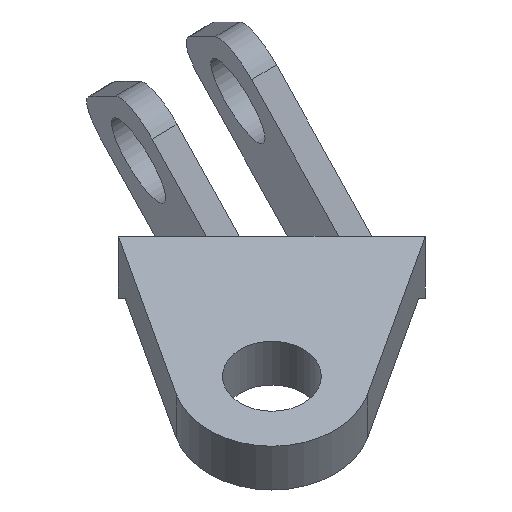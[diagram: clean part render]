
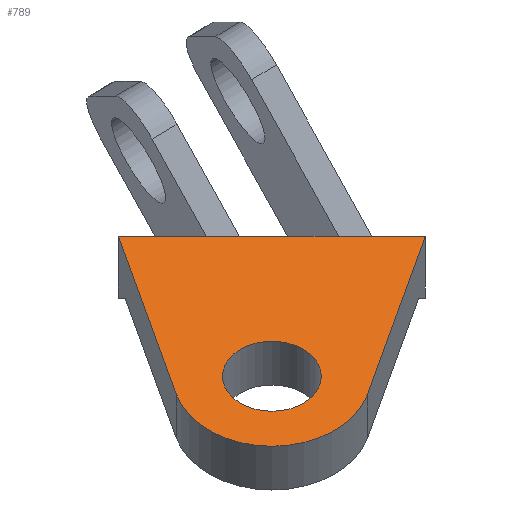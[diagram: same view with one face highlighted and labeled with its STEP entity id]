
A CAD part, left-side view. The second image highlights one B-rep face of the part: STEP entity #789.
In plain terms, the highlighted planar face has unit normal (-0.707, 0, 0.707).
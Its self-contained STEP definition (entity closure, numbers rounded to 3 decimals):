
#33 = VERTEX_POINT('',#34);
#34 = CARTESIAN_POINT('',(0.,62.,0.));
#43 = PLANE('',#44);
#44 = AXIS2_PLACEMENT_3D('',#45,#46,#47);
#45 = CARTESIAN_POINT('',(0.,62.,0.));
#46 = DIRECTION('',(0.,0.,1.));
#47 = DIRECTION('',(1.,0.,0.));
#67 = EDGE_CURVE('',#33,#68,#70,.T.);
#68 = VERTEX_POINT('',#69);
#69 = CARTESIAN_POINT('',(0.,-62.,0.));
#70 = SURFACE_CURVE('',#71,(#75,#82),.PCURVE_S1.);
#71 = LINE('',#72,#73);
#72 = CARTESIAN_POINT('',(0.,62.,0.));
#73 = VECTOR('',#74,1.);
#74 = DIRECTION('',(0.,-1.,0.));
#75 = PCURVE('',#43,#76);
#76 = DEFINITIONAL_REPRESENTATION('',(#77),#81);
#77 = LINE('',#78,#79);
#78 = CARTESIAN_POINT('',(0.,0.));
#79 = VECTOR('',#80,1.);
#80 = DIRECTION('',(0.,-1.));
#81 = ( GEOMETRIC_REPRESENTATION_CONTEXT(2) 
PARAMETRIC_REPRESENTATION_CONTEXT() REPRESENTATION_CONTEXT('2D SPACE',''
  ) );
#82 = PCURVE('',#83,#88);
#83 = PLANE('',#84);
#84 = AXIS2_PLACEMENT_3D('',#85,#86,#87);
#85 = CARTESIAN_POINT('',(0.,62.,0.));
#86 = DIRECTION('',(0.707,0.,-0.707));
#87 = DIRECTION('',(-0.707,0.,-0.707));
#88 = DEFINITIONAL_REPRESENTATION('',(#89),#93);
#89 = LINE('',#90,#91);
#90 = CARTESIAN_POINT('',(-0.,0.));
#91 = VECTOR('',#92,1.);
#92 = DIRECTION('',(-0.,-1.));
#93 = ( GEOMETRIC_REPRESENTATION_CONTEXT(2) 
PARAMETRIC_REPRESENTATION_CONTEXT() REPRESENTATION_CONTEXT('2D SPACE',''
  ) );
#728 = PLANE('',#729);
#729 = AXIS2_PLACEMENT_3D('',#730,#731,#732);
#730 = CARTESIAN_POINT('',(0.,62.,0.));
#731 = DIRECTION('',(-0.177,0.968,-0.177));
#732 = DIRECTION('',(-0.685,-0.25,-0.685));
#789 = ADVANCED_FACE('',(#790,#903),#83,.F.);
#790 = FACE_BOUND('',#791,.F.);
#791 = EDGE_LOOP('',(#792,#815,#816,#844,#877));
#792 = ORIENTED_EDGE('',*,*,#793,.F.);
#793 = EDGE_CURVE('',#33,#794,#796,.T.);
#794 = VERTEX_POINT('',#795);
#795 = CARTESIAN_POINT('',(-63.649,38.726,
    -63.649));
#796 = SURFACE_CURVE('',#797,(#801,#808),.PCURVE_S1.);
#797 = LINE('',#798,#799);
#798 = CARTESIAN_POINT('',(0.,62.,0.));
#799 = VECTOR('',#800,1.);
#800 = DIRECTION('',(-0.685,-0.25,-0.685));
#801 = PCURVE('',#83,#802);
#802 = DEFINITIONAL_REPRESENTATION('',(#803),#807);
#803 = LINE('',#804,#805);
#804 = CARTESIAN_POINT('',(0.,-0.));
#805 = VECTOR('',#806,1.);
#806 = DIRECTION('',(0.968,-0.25));
#807 = ( GEOMETRIC_REPRESENTATION_CONTEXT(2) 
PARAMETRIC_REPRESENTATION_CONTEXT() REPRESENTATION_CONTEXT('2D SPACE',''
  ) );
#808 = PCURVE('',#728,#809);
#809 = DEFINITIONAL_REPRESENTATION('',(#810),#814);
#810 = LINE('',#811,#812);
#811 = CARTESIAN_POINT('',(0.,0.));
#812 = VECTOR('',#813,1.);
#813 = DIRECTION('',(1.,0.));
#814 = ( GEOMETRIC_REPRESENTATION_CONTEXT(2) 
PARAMETRIC_REPRESENTATION_CONTEXT() REPRESENTATION_CONTEXT('2D SPACE',''
  ) );
#815 = ORIENTED_EDGE('',*,*,#67,.T.);
#816 = ORIENTED_EDGE('',*,*,#817,.T.);
#817 = EDGE_CURVE('',#68,#818,#820,.T.);
#818 = VERTEX_POINT('',#819);
#819 = CARTESIAN_POINT('',(-63.649,-38.726,
    -63.649));
#820 = SURFACE_CURVE('',#821,(#825,#832),.PCURVE_S1.);
#821 = LINE('',#822,#823);
#822 = CARTESIAN_POINT('',(0.,-62.,0.));
#823 = VECTOR('',#824,1.);
#824 = DIRECTION('',(-0.685,0.25,-0.685));
#825 = PCURVE('',#83,#826);
#826 = DEFINITIONAL_REPRESENTATION('',(#827),#831);
#827 = LINE('',#828,#829);
#828 = CARTESIAN_POINT('',(0.,-124.));
#829 = VECTOR('',#830,1.);
#830 = DIRECTION('',(0.968,0.25));
#831 = ( GEOMETRIC_REPRESENTATION_CONTEXT(2) 
PARAMETRIC_REPRESENTATION_CONTEXT() REPRESENTATION_CONTEXT('2D SPACE',''
  ) );
#832 = PCURVE('',#833,#838);
#833 = PLANE('',#834);
#834 = AXIS2_PLACEMENT_3D('',#835,#836,#837);
#835 = CARTESIAN_POINT('',(0.,-62.,0.));
#836 = DIRECTION('',(0.177,0.968,0.177));
#837 = DIRECTION('',(-0.685,0.25,-0.685));
#838 = DEFINITIONAL_REPRESENTATION('',(#839),#843);
#839 = LINE('',#840,#841);
#840 = CARTESIAN_POINT('',(0.,0.));
#841 = VECTOR('',#842,1.);
#842 = DIRECTION('',(1.,0.));
#843 = ( GEOMETRIC_REPRESENTATION_CONTEXT(2) 
PARAMETRIC_REPRESENTATION_CONTEXT() REPRESENTATION_CONTEXT('2D SPACE',''
  ) );
#844 = ORIENTED_EDGE('',*,*,#845,.F.);
#845 = EDGE_CURVE('',#846,#818,#848,.T.);
#846 = VERTEX_POINT('',#847);
#847 = CARTESIAN_POINT('',(-84.853,0.,
    -84.853));
#848 = SURFACE_CURVE('',#849,(#854,#865),.PCURVE_S1.);
#849 = CIRCLE('',#850,40.);
#850 = AXIS2_PLACEMENT_3D('',#851,#852,#853);
#851 = CARTESIAN_POINT('',(-56.569,0.,
    -56.569));
#852 = DIRECTION('',(-0.707,0.,0.707)
  );
#853 = DIRECTION('',(0.707,0.,0.707));
#854 = PCURVE('',#83,#855);
#855 = DEFINITIONAL_REPRESENTATION('',(#856),#864);
#856 = ( BOUNDED_CURVE() B_SPLINE_CURVE(2,(#857,#858,#859,#860,#861,#862
,#863),.UNSPECIFIED.,.F.,.F.) B_SPLINE_CURVE_WITH_KNOTS((1,2,2,2,2,1),(
    -2.094,0.,2.094,4.189,6.283,
8.378),.UNSPECIFIED.) CURVE() GEOMETRIC_REPRESENTATION_ITEM() 
RATIONAL_B_SPLINE_CURVE((1.,0.5,1.,0.5,1.,0.5,1.)) REPRESENTATION_ITEM(
  '') );
#857 = CARTESIAN_POINT('',(40.,-62.));
#858 = CARTESIAN_POINT('',(40.,7.282));
#859 = CARTESIAN_POINT('',(100.,-27.359));
#860 = CARTESIAN_POINT('',(160.,-62.));
#861 = CARTESIAN_POINT('',(100.,-96.641));
#862 = CARTESIAN_POINT('',(40.,-131.282));
#863 = CARTESIAN_POINT('',(40.,-62.));
#864 = ( GEOMETRIC_REPRESENTATION_CONTEXT(2) 
PARAMETRIC_REPRESENTATION_CONTEXT() REPRESENTATION_CONTEXT('2D SPACE',''
  ) );
#865 = PCURVE('',#866,#871);
#866 = CYLINDRICAL_SURFACE('',#867,40.);
#867 = AXIS2_PLACEMENT_3D('',#868,#869,#870);
#868 = CARTESIAN_POINT('',(-56.569,0.,-56.569));
#869 = DIRECTION('',(-0.707,0.,0.707));
#870 = DIRECTION('',(0.707,0.,0.707));
#871 = DEFINITIONAL_REPRESENTATION('',(#872),#876);
#872 = LINE('',#873,#874);
#873 = CARTESIAN_POINT('',(0.,0.));
#874 = VECTOR('',#875,1.);
#875 = DIRECTION('',(1.,0.));
#876 = ( GEOMETRIC_REPRESENTATION_CONTEXT(2) 
PARAMETRIC_REPRESENTATION_CONTEXT() REPRESENTATION_CONTEXT('2D SPACE',''
  ) );
#877 = ORIENTED_EDGE('',*,*,#878,.F.);
#878 = EDGE_CURVE('',#794,#846,#879,.T.);
#879 = SURFACE_CURVE('',#880,(#885,#896),.PCURVE_S1.);
#880 = CIRCLE('',#881,40.);
#881 = AXIS2_PLACEMENT_3D('',#882,#883,#884);
#882 = CARTESIAN_POINT('',(-56.569,0.,
    -56.569));
#883 = DIRECTION('',(-0.707,0.,0.707)
  );
#884 = DIRECTION('',(0.707,0.,0.707));
#885 = PCURVE('',#83,#886);
#886 = DEFINITIONAL_REPRESENTATION('',(#887),#895);
#887 = ( BOUNDED_CURVE() B_SPLINE_CURVE(2,(#888,#889,#890,#891,#892,#893
,#894),.UNSPECIFIED.,.F.,.F.) B_SPLINE_CURVE_WITH_KNOTS((1,2,2,2,2,1),(
    -2.094,0.,2.094,4.189,6.283,
8.378),.UNSPECIFIED.) CURVE() GEOMETRIC_REPRESENTATION_ITEM() 
RATIONAL_B_SPLINE_CURVE((1.,0.5,1.,0.5,1.,0.5,1.)) REPRESENTATION_ITEM(
  '') );
#888 = CARTESIAN_POINT('',(40.,-62.));
#889 = CARTESIAN_POINT('',(40.,7.282));
#890 = CARTESIAN_POINT('',(100.,-27.359));
#891 = CARTESIAN_POINT('',(160.,-62.));
#892 = CARTESIAN_POINT('',(100.,-96.641));
#893 = CARTESIAN_POINT('',(40.,-131.282));
#894 = CARTESIAN_POINT('',(40.,-62.));
#895 = ( GEOMETRIC_REPRESENTATION_CONTEXT(2) 
PARAMETRIC_REPRESENTATION_CONTEXT() REPRESENTATION_CONTEXT('2D SPACE',''
  ) );
#896 = PCURVE('',#866,#897);
#897 = DEFINITIONAL_REPRESENTATION('',(#898),#902);
#898 = LINE('',#899,#900);
#899 = CARTESIAN_POINT('',(0.,0.));
#900 = VECTOR('',#901,1.);
#901 = DIRECTION('',(1.,0.));
#902 = ( GEOMETRIC_REPRESENTATION_CONTEXT(2) 
PARAMETRIC_REPRESENTATION_CONTEXT() REPRESENTATION_CONTEXT('2D SPACE',''
  ) );
#903 = FACE_BOUND('',#904,.F.);
#904 = EDGE_LOOP('',(#905));
#905 = ORIENTED_EDGE('',*,*,#906,.T.);
#906 = EDGE_CURVE('',#907,#907,#909,.T.);
#907 = VERTEX_POINT('',#908);
#908 = CARTESIAN_POINT('',(-42.426,0.,-42.426));
#909 = SURFACE_CURVE('',#910,(#915,#926),.PCURVE_S1.);
#910 = CIRCLE('',#911,20.);
#911 = AXIS2_PLACEMENT_3D('',#912,#913,#914);
#912 = CARTESIAN_POINT('',(-56.569,0.,
    -56.569));
#913 = DIRECTION('',(-0.707,0.,0.707)
  );
#914 = DIRECTION('',(0.707,0.,0.707));
#915 = PCURVE('',#83,#916);
#916 = DEFINITIONAL_REPRESENTATION('',(#917),#925);
#917 = ( BOUNDED_CURVE() B_SPLINE_CURVE(2,(#918,#919,#920,#921,#922,#923
,#924),.UNSPECIFIED.,.F.,.F.) B_SPLINE_CURVE_WITH_KNOTS((1,2,2,2,2,1),(
    -2.094,0.,2.094,4.189,6.283,
8.378),.UNSPECIFIED.) CURVE() GEOMETRIC_REPRESENTATION_ITEM() 
RATIONAL_B_SPLINE_CURVE((1.,0.5,1.,0.5,1.,0.5,1.)) REPRESENTATION_ITEM(
  '') );
#918 = CARTESIAN_POINT('',(60.,-62.));
#919 = CARTESIAN_POINT('',(60.,-27.359));
#920 = CARTESIAN_POINT('',(90.,-44.679));
#921 = CARTESIAN_POINT('',(120.,-62.));
#922 = CARTESIAN_POINT('',(90.,-79.321));
#923 = CARTESIAN_POINT('',(60.,-96.641));
#924 = CARTESIAN_POINT('',(60.,-62.));
#925 = ( GEOMETRIC_REPRESENTATION_CONTEXT(2) 
PARAMETRIC_REPRESENTATION_CONTEXT() REPRESENTATION_CONTEXT('2D SPACE',''
  ) );
#926 = PCURVE('',#927,#932);
#927 = CYLINDRICAL_SURFACE('',#928,20.);
#928 = AXIS2_PLACEMENT_3D('',#929,#930,#931);
#929 = CARTESIAN_POINT('',(-56.569,0.,-56.569));
#930 = DIRECTION('',(-0.707,0.,0.707));
#931 = DIRECTION('',(0.707,0.,0.707));
#932 = DEFINITIONAL_REPRESENTATION('',(#933),#937);
#933 = LINE('',#934,#935);
#934 = CARTESIAN_POINT('',(0.,0.));
#935 = VECTOR('',#936,1.);
#936 = DIRECTION('',(1.,0.));
#937 = ( GEOMETRIC_REPRESENTATION_CONTEXT(2) 
PARAMETRIC_REPRESENTATION_CONTEXT() REPRESENTATION_CONTEXT('2D SPACE',''
  ) );
